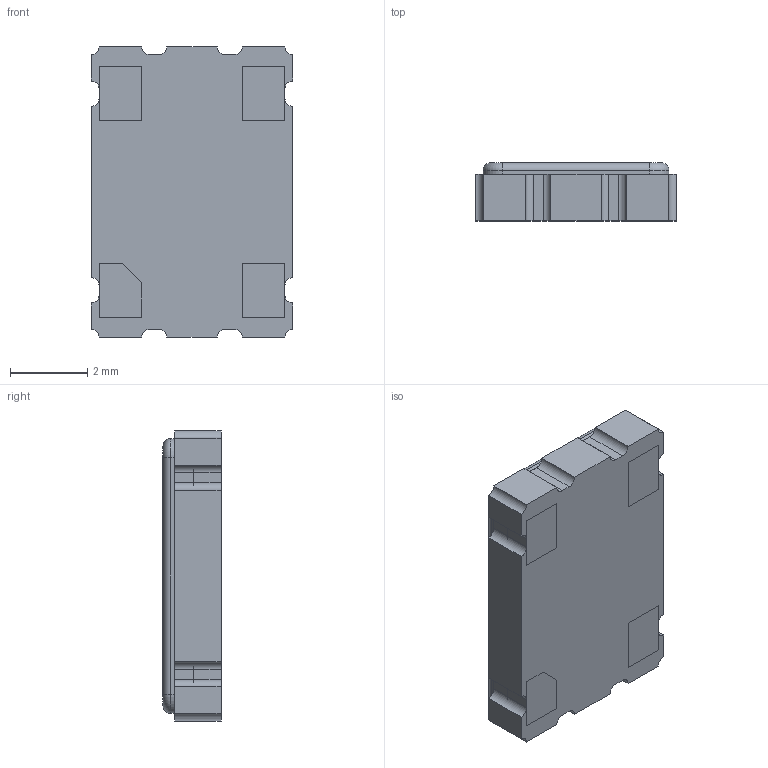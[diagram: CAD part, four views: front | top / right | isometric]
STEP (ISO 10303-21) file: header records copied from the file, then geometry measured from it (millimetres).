
FILE_DESCRIPTION (( 'STEP AP214' ), '1' );
FILE_NAME ('FO7HBAAE10.0-T1.STEP', '2023-01-24T16:30:35', ( '' ), ( '' ), 'SwSTEP 2.0', 'SolidWorks 2021', '' );
FILE_SCHEMA (( 'AUTOMOTIVE_DESIGN' ));
Length unit declared in the file: millimetre
Products named in the file (1): FO7HBAAE10.0-T1
Bounding box: 5.2 x 1.5 x 7.5 mm (x, y, z)
Volume: 55.5 mm3; surface area: 219.6 mm2
Topology: 7 solids, 7 shells, 117 faces, 290 edges, 188 vertices
Faces by surface type: plane 81, cylinder 32, torus 4
Entity records: 3532 total; most frequent: CARTESIAN_POINT 596, DIRECTION 594, ORIENTED_EDGE 580, EDGE_CURVE 290, LINE 222, VECTOR 222, VERTEX_POINT 188, AXIS2_PLACEMENT_3D 186
